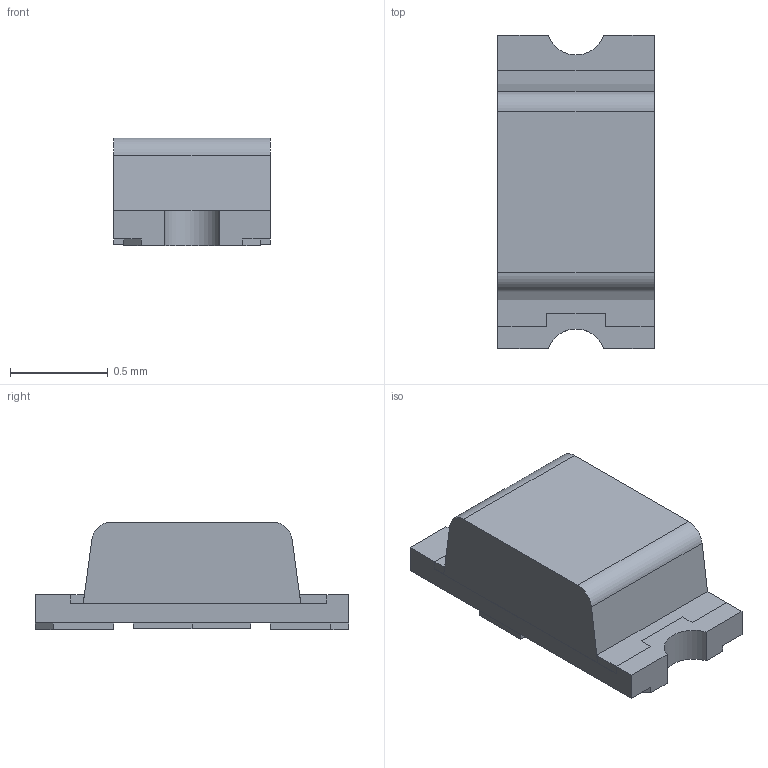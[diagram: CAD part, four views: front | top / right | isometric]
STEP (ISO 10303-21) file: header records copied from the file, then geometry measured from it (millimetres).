
FILE_DESCRIPTION (( 'STEP AP214' ), '1' );
FILE_NAME ('CSL19-1.STEP', '2022-12-09T09:56:53', ( '' ), ( '' ), 'SwSTEP 2.0', 'SolidWorks 2022', '' );
FILE_SCHEMA (( 'AUTOMOTIVE_DESIGN' ));
Length unit declared in the file: inch
Products named in the file (6): CSL19; CSL19_4; CSL19_2; CSL19-1; CSL19_5; CSL19_3
Assembly tree (5 placements, depth 2):
  CSL19-1
    CSL19_2
    CSL19_3
    CSL19_4
    CSL19
    CSL19_5
Bounding box: 0.8 x 1.6 x 0.55 mm (x, y, z)
Volume: 0.5 mm3; surface area: 7.7 mm2
Topology: 5 solids, 5 shells, 64 faces, 162 edges, 108 vertices
Faces by surface type: plane 60, cylinder 4
Entity records: 2168 total; most frequent: CARTESIAN_POINT 342, ORIENTED_EDGE 324, DIRECTION 314, EDGE_CURVE 162, VECTOR 154, LINE 154, VERTEX_POINT 108, AXIS2_PLACEMENT_3D 80
